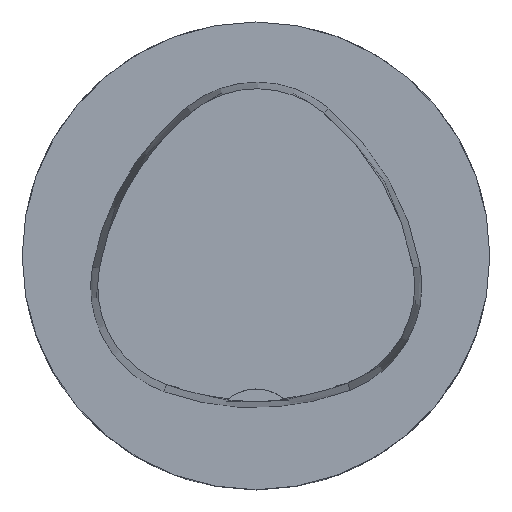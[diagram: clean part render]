
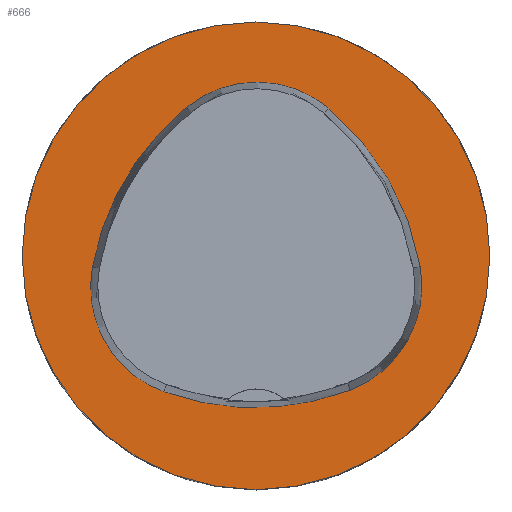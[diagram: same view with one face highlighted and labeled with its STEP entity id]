
A CAD part, top view. The second image highlights one B-rep face of the part: STEP entity #666.
In plain terms, the highlighted planar face has unit normal (0, 0, 1).
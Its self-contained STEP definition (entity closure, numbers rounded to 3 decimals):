
#316=FACE_BOUND('',#1178,.T.);
#317=FACE_BOUND('',#1179,.T.);
#510=CIRCLE('',#3944,31.5);
#511=CIRCLE('',#3950,36.);
#513=CIRCLE('',#3953,15.);
#515=CIRCLE('',#3956,36.);
#517=CIRCLE('',#3959,15.);
#521=CIRCLE('',#3964,36.);
#523=CIRCLE('',#3967,15.);
#666=ADVANCED_FACE('',(#316,#317),#813,.T.);
#813=PLANE('',#3972);
#1178=EDGE_LOOP('',(#1955,#1956,#1957,#1958,#1959,#1960));
#1179=EDGE_LOOP('',(#1961));
#1955=ORIENTED_EDGE('',*,*,#2899,.T.);
#1956=ORIENTED_EDGE('',*,*,#2879,.T.);
#1957=ORIENTED_EDGE('',*,*,#2883,.T.);
#1958=ORIENTED_EDGE('',*,*,#2886,.T.);
#1959=ORIENTED_EDGE('',*,*,#2889,.T.);
#1960=ORIENTED_EDGE('',*,*,#2897,.T.);
#1961=ORIENTED_EDGE('',*,*,#2870,.F.);
#2453=VERTEX_POINT('',#6235);
#2462=VERTEX_POINT('',#6254);
#2463=VERTEX_POINT('',#6255);
#2466=VERTEX_POINT('',#6263);
#2468=VERTEX_POINT('',#6269);
#2470=VERTEX_POINT('',#6275);
#2477=VERTEX_POINT('',#6296);
#2870=EDGE_CURVE('',#2453,#2453,#510,.T.);
#2879=EDGE_CURVE('',#2462,#2463,#511,.T.);
#2883=EDGE_CURVE('',#2463,#2466,#513,.T.);
#2886=EDGE_CURVE('',#2466,#2468,#515,.T.);
#2889=EDGE_CURVE('',#2468,#2470,#517,.T.);
#2897=EDGE_CURVE('',#2470,#2477,#521,.T.);
#2899=EDGE_CURVE('',#2477,#2462,#523,.T.);
#3944=AXIS2_PLACEMENT_3D('',#6234,#4635,#4636);
#3950=AXIS2_PLACEMENT_3D('',#6253,#4651,#4652);
#3953=AXIS2_PLACEMENT_3D('',#6262,#4659,#4660);
#3956=AXIS2_PLACEMENT_3D('',#6268,#4666,#4667);
#3959=AXIS2_PLACEMENT_3D('',#6274,#4673,#4674);
#3964=AXIS2_PLACEMENT_3D('',#6297,#4685,#4686);
#3967=AXIS2_PLACEMENT_3D('',#6300,#4691,#4692);
#3972=AXIS2_PLACEMENT_3D('',#6305,#4701,#4702);
#4635=DIRECTION('',(0.,0.,-1.));
#4636=DIRECTION('',(-1.,0.,0.));
#4651=DIRECTION('',(0.,0.,-1.));
#4652=DIRECTION('',(-1.,0.,0.));
#4659=DIRECTION('',(0.,0.,-1.));
#4660=DIRECTION('',(-1.,0.,0.));
#4666=DIRECTION('',(0.,0.,-1.));
#4667=DIRECTION('',(-1.,0.,0.));
#4673=DIRECTION('',(0.,0.,-1.));
#4674=DIRECTION('',(-1.,0.,0.));
#4685=DIRECTION('',(0.,0.,-1.));
#4686=DIRECTION('',(-1.,0.,0.));
#4691=DIRECTION('',(0.,0.,-1.));
#4692=DIRECTION('',(-1.,0.,0.));
#4701=DIRECTION('',(0.,0.,1.));
#4702=DIRECTION('',(-1.,0.,0.));
#6234=CARTESIAN_POINT('',(0.,0.,0.));
#6235=CARTESIAN_POINT('',(-31.5,0.,0.));
#6253=CARTESIAN_POINT('',(13.398,-7.893,0.));
#6254=CARTESIAN_POINT('',(-22.041,-1.562,0.));
#6255=CARTESIAN_POINT('',(-9.317,20.036,0.));
#6262=CARTESIAN_POINT('',(0.148,8.399,0.));
#6263=CARTESIAN_POINT('',(9.779,19.898,0.));
#6268=CARTESIAN_POINT('',(-13.337,-7.7,0.));
#6269=CARTESIAN_POINT('',(22.122,-1.48,0.));
#6274=CARTESIAN_POINT('',(7.347,-4.071,0.));
#6275=CARTESIAN_POINT('',(12.693,-18.087,0.));
#6296=CARTESIAN_POINT('',(-12.373,-18.307,0.));
#6297=CARTESIAN_POINT('',(-0.137,15.55,0.));
#6300=CARTESIAN_POINT('',(-7.275,-4.2,0.));
#6305=CARTESIAN_POINT('',(0.,0.,0.));
